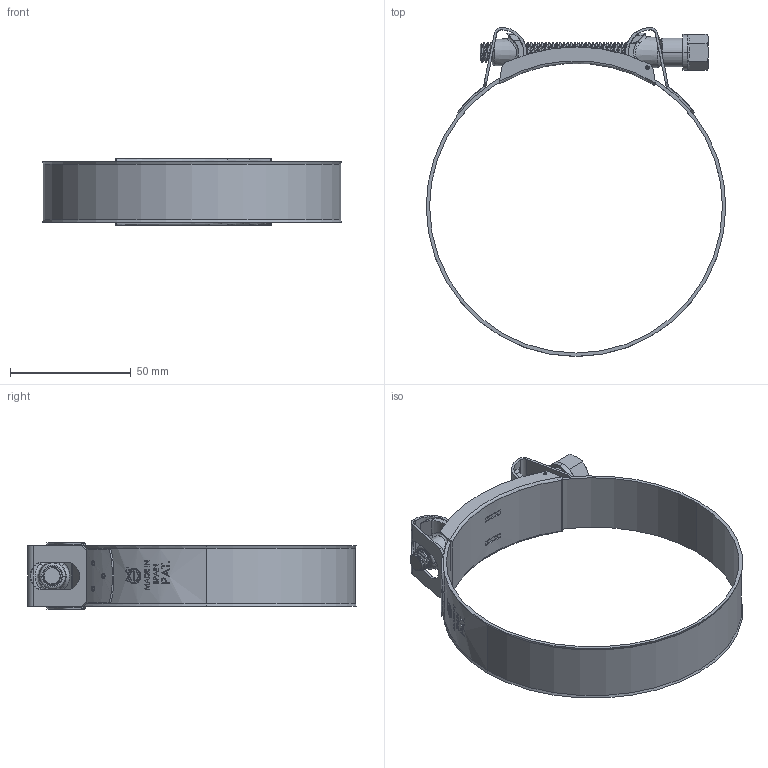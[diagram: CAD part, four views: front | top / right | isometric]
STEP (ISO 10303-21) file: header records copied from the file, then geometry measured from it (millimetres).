
FILE_DESCRIPTION (( 'STEP AP214' ), '1' );
FILE_NAME ('MK-03019258.STEP', '2018-09-10T12:02:11', ( '' ), ( '' ), 'SwSTEP 2.0', 'SolidWorks 2018', '' );
FILE_SCHEMA (( 'AUTOMOTIVE_DESIGN' ));
Length unit declared in the file: millimetre
Products named in the file (1): MK-03019258
Bounding box: 123.8 x 135.94 x 27.6 mm (x, y, z)
Volume: 21544.3 mm3; surface area: 35332.9 mm2
Topology: 5 solids, 5 shells, 809 faces, 2154 edges, 1411 vertices
Faces by surface type: plane 282, bspline 242, cylinder 224, torus 27, cone 22, sphere 12
Entity records: 71288 total; most frequent: CARTESIAN_POINT 44837, ORIENTED_EDGE 4296, DIRECTION 2625, EDGE_CURVE 2148, VERTEX_POINT 1409, AXIS2_PLACEMENT_3D 941, EDGE_LOOP 881, B_SPLINE_CURVE_WITH_KNOTS 825
